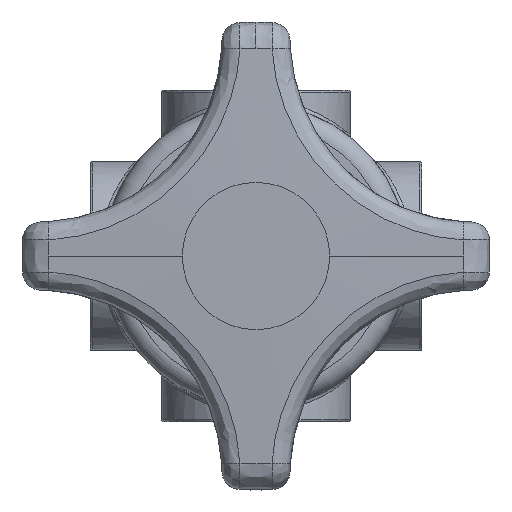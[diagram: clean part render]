
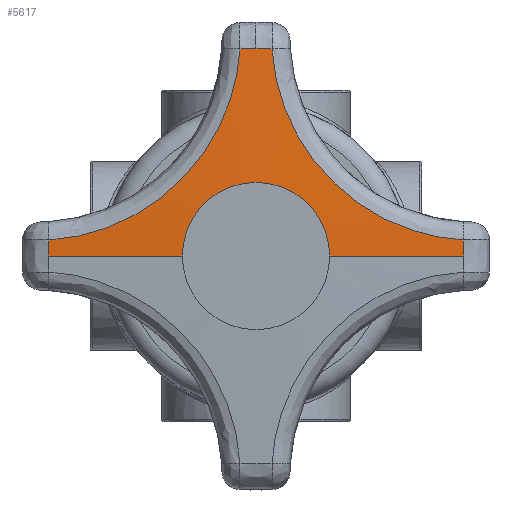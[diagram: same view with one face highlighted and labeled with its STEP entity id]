
A CAD part, left-side view. The second image highlights one B-rep face of the part: STEP entity #5617.
In plain terms, the highlighted conical face has half-angle 87.38 degrees and reference radius 8 mm.
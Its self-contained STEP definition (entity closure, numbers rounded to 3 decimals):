
#41 = VERTEX_POINT ( 'NONE', #3050 ) ;
#157 = CARTESIAN_POINT ( 'NONE',  ( -7.261, 80.335, 9.151 ) ) ;
#219 = CARTESIAN_POINT ( 'NONE',  ( 10.179, 80.318, 6.4 ) ) ;
#347 = CARTESIAN_POINT ( 'NONE',  ( -4.874, 80.26, 12.373 ) ) ;
#445 = ORIENTED_EDGE ( 'NONE', *, *, #6772, .F. ) ;
#546 = LINE ( 'NONE', #4539, #5679 ) ;
#621 = B_SPLINE_CURVE_WITH_KNOTS ( 'NONE', 3,
 ( #1738, #1787, #9358, #7204, #3282, #7012, #347, #4094, #157, #3376, #5508, #9503, #2640, #986, #1645, #8716, #896, #2489 ),
 .UNSPECIFIED., .F., .F.,
 ( 4, 2, 2, 2, 2, 2, 2, 2, 4 ),
 ( 0., 0.125, 0.25, 0.375, 0.5, 0.625, 0.75, 0.875, 1. ),
 .UNSPECIFIED. ) ;
#732 = AXIS2_PLACEMENT_3D ( 'NONE', #6765, #9035, #8383 ) ;
#744 = CIRCLE ( 'NONE', #5860, 8. ) ;
#830 = ORIENTED_EDGE ( 'NONE', *, *, #9302, .F. ) ;
#866 = ORIENTED_EDGE ( 'NONE', *, *, #8278, .F. ) ;
#896 = CARTESIAN_POINT ( 'NONE',  ( -21.157, 79.894, 1.823 ) ) ;
#986 = CARTESIAN_POINT ( 'NONE',  ( -15.972, 80.122, 3.107 ) ) ;
#998 = CIRCLE ( 'NONE', #3711, 22.557 ) ;
#1185 = AXIS2_PLACEMENT_3D ( 'NONE', #9155, #3721, #9686 ) ;
#1261 = EDGE_CURVE ( 'NONE', #3837, #5778, #5145, .T. ) ;
#1383 = FACE_OUTER_BOUND ( 'NONE', #4319, .T. ) ;
#1472 = CARTESIAN_POINT ( 'NONE',  ( -1.743, 79.834, 22.49 ) ) ;
#1545 = CARTESIAN_POINT ( 'NONE',  ( -22.49, 79.834, 1.743 ) ) ;
#1589 = VERTEX_POINT ( 'NONE', #2017 ) ;
#1645 = CARTESIAN_POINT ( 'NONE',  ( -17.238, 80.068, 2.667 ) ) ;
#1663 = CARTESIAN_POINT ( 'NONE',  ( 12.373, 80.26, 4.874 ) ) ;
#1738 = CARTESIAN_POINT ( 'NONE',  ( -1.743, 79.834, 22.49 ) ) ;
#1746 = DIRECTION ( 'NONE',  ( -0.999, -0.046, 0. ) ) ;
#1787 = CARTESIAN_POINT ( 'NONE',  ( -1.823, 79.894, 21.157 ) ) ;
#1956 = EDGE_CURVE ( 'NONE', #8066, #8932, #2992, .T. ) ;
#2017 = CARTESIAN_POINT ( 'NONE',  ( -8., 80.5, 0. ) ) ;
#2030 = DIRECTION ( 'NONE',  ( 0., -1., 0. ) ) ;
#2084 = EDGE_CURVE ( 'NONE', #1589, #5778, #3952, .T. ) ;
#2238 = DIRECTION ( 'NONE',  ( 0., 0., 1. ) ) ;
#2286 = VECTOR ( 'NONE', #1746, 1000. ) ;
#2372 = CARTESIAN_POINT ( 'NONE',  ( 4.211, 80.218, 13.539 ) ) ;
#2412 = CARTESIAN_POINT ( 'NONE',  ( 7.261, 80.335, 9.151 ) ) ;
#2418 = CARTESIAN_POINT ( 'NONE',  ( -22.557, 79.834, 0. ) ) ;
#2489 = CARTESIAN_POINT ( 'NONE',  ( -22.49, 79.834, 1.743 ) ) ;
#2555 = CARTESIAN_POINT ( 'NONE',  ( 15.972, 80.122, 3.107 ) ) ;
#2615 = DIRECTION ( 'NONE',  ( 0., 1., 0. ) ) ;
#2632 = CIRCLE ( 'NONE', #732, 22.557 ) ;
#2640 = CARTESIAN_POINT ( 'NONE',  ( -13.539, 80.218, 4.211 ) ) ;
#2992 = B_SPLINE_CURVE_WITH_KNOTS ( 'NONE', 3,
 ( #9282, #3157, #5527, #6319, #2555, #6225, #1663, #219, #7780, #2412, #5623, #5476, #2372, #8591, #8543, #4717, #6935, #4664 ),
 .UNSPECIFIED., .F., .F.,
 ( 4, 2, 2, 2, 2, 2, 2, 2, 4 ),
 ( 0., 0.125, 0.25, 0.375, 0.5, 0.625, 0.75, 0.875, 1. ),
 .UNSPECIFIED. ) ;
#3050 = CARTESIAN_POINT ( 'NONE',  ( 8., 80.5, 0. ) ) ;
#3151 = EDGE_CURVE ( 'NONE', #7360, #8932, #998, .T. ) ;
#3157 = CARTESIAN_POINT ( 'NONE',  ( 21.157, 79.894, 1.823 ) ) ;
#3282 = CARTESIAN_POINT ( 'NONE',  ( -3.107, 80.122, 15.972 ) ) ;
#3376 = CARTESIAN_POINT ( 'NONE',  ( -9.151, 80.335, 7.261 ) ) ;
#3666 = DIRECTION ( 'NONE',  ( 0., -1., 0. ) ) ;
#3711 = AXIS2_PLACEMENT_3D ( 'NONE', #9851, #9119, #2238 ) ;
#3721 = DIRECTION ( 'NONE',  ( 0., -1., 0. ) ) ;
#3837 = VERTEX_POINT ( 'NONE', #1545 ) ;
#3952 = LINE ( 'NONE', #8441, #2286 ) ;
#4082 = CARTESIAN_POINT ( 'NONE',  ( 1.743, 79.834, 22.49 ) ) ;
#4094 = CARTESIAN_POINT ( 'NONE',  ( -6.4, 80.318, 10.179 ) ) ;
#4319 = EDGE_LOOP ( 'NONE', ( #830, #9243, #6568, #866, #5830, #5671, #6499, #7257, #445 ) ) ;
#4509 = AXIS2_PLACEMENT_3D ( 'NONE', #5087, #2030, #8956 ) ;
#4539 = CARTESIAN_POINT ( 'NONE',  ( 8., 80.5, 0. ) ) ;
#4658 = EDGE_CURVE ( 'NONE', #7610, #8066, #5344, .T. ) ;
#4664 = CARTESIAN_POINT ( 'NONE',  ( 1.743, 79.834, 22.49 ) ) ;
#4717 = CARTESIAN_POINT ( 'NONE',  ( 2.025, 79.954, 19.831 ) ) ;
#5087 = CARTESIAN_POINT ( 'NONE',  ( 0., 79.834, 0. ) ) ;
#5145 = CIRCLE ( 'NONE', #4509, 22.557 ) ;
#5217 = CARTESIAN_POINT ( 'NONE',  ( 0., 79.834, 22.557 ) ) ;
#5344 = CIRCLE ( 'NONE', #7736, 22.557 ) ;
#5476 = CARTESIAN_POINT ( 'NONE',  ( 4.874, 80.26, 12.373 ) ) ;
#5508 = CARTESIAN_POINT ( 'NONE',  ( -10.179, 80.318, 6.4 ) ) ;
#5527 = CARTESIAN_POINT ( 'NONE',  ( 19.831, 79.954, 2.025 ) ) ;
#5615 = CARTESIAN_POINT ( 'NONE',  ( 22.49, 79.834, 1.743 ) ) ;
#5617 = ADVANCED_FACE ( 'NONE', ( #1383 ), #5826, .T. ) ;
#5623 = CARTESIAN_POINT ( 'NONE',  ( 6.4, 80.318, 10.179 ) ) ;
#5671 = ORIENTED_EDGE ( 'NONE', *, *, #3151, .T. ) ;
#5679 = VECTOR ( 'NONE', #5946, 1000. ) ;
#5778 = VERTEX_POINT ( 'NONE', #2418 ) ;
#5826 = CONICAL_SURFACE ( 'NONE', #1185, 8., 1.525 ) ;
#5830 = ORIENTED_EDGE ( 'NONE', *, *, #7411, .T. ) ;
#5860 = AXIS2_PLACEMENT_3D ( 'NONE', #6426, #2615, #8837 ) ;
#5946 = DIRECTION ( 'NONE',  ( 0.999, -0.046, 0. ) ) ;
#6225 = CARTESIAN_POINT ( 'NONE',  ( 13.539, 80.218, 4.211 ) ) ;
#6319 = CARTESIAN_POINT ( 'NONE',  ( 17.238, 80.068, 2.667 ) ) ;
#6426 = CARTESIAN_POINT ( 'NONE',  ( 0., 80.5, 0. ) ) ;
#6499 = ORIENTED_EDGE ( 'NONE', *, *, #1956, .F. ) ;
#6568 = ORIENTED_EDGE ( 'NONE', *, *, #1261, .F. ) ;
#6765 = CARTESIAN_POINT ( 'NONE',  ( 0., 79.834, 0. ) ) ;
#6772 = EDGE_CURVE ( 'NONE', #41, #7610, #546, .T. ) ;
#6935 = CARTESIAN_POINT ( 'NONE',  ( 1.823, 79.894, 21.157 ) ) ;
#7012 = CARTESIAN_POINT ( 'NONE',  ( -4.211, 80.218, 13.539 ) ) ;
#7204 = CARTESIAN_POINT ( 'NONE',  ( -2.667, 80.068, 17.238 ) ) ;
#7257 = ORIENTED_EDGE ( 'NONE', *, *, #4658, .F. ) ;
#7360 = VERTEX_POINT ( 'NONE', #5217 ) ;
#7411 = EDGE_CURVE ( 'NONE', #9559, #7360, #2632, .T. ) ;
#7456 = CARTESIAN_POINT ( 'NONE',  ( 22.557, 79.834, 0. ) ) ;
#7610 = VERTEX_POINT ( 'NONE', #7456 ) ;
#7736 = AXIS2_PLACEMENT_3D ( 'NONE', #9739, #3666, #8250 ) ;
#7780 = CARTESIAN_POINT ( 'NONE',  ( 9.151, 80.335, 7.261 ) ) ;
#8066 = VERTEX_POINT ( 'NONE', #5615 ) ;
#8250 = DIRECTION ( 'NONE',  ( 0., 0., 1. ) ) ;
#8278 = EDGE_CURVE ( 'NONE', #9559, #3837, #621, .T. ) ;
#8383 = DIRECTION ( 'NONE',  ( 0., 0., 1. ) ) ;
#8441 = CARTESIAN_POINT ( 'NONE',  ( -8., 80.5, 0. ) ) ;
#8543 = CARTESIAN_POINT ( 'NONE',  ( 2.667, 80.068, 17.238 ) ) ;
#8591 = CARTESIAN_POINT ( 'NONE',  ( 3.107, 80.122, 15.972 ) ) ;
#8716 = CARTESIAN_POINT ( 'NONE',  ( -19.831, 79.954, 2.025 ) ) ;
#8837 = DIRECTION ( 'NONE',  ( 1., 0., 0. ) ) ;
#8932 = VERTEX_POINT ( 'NONE', #4082 ) ;
#8956 = DIRECTION ( 'NONE',  ( 0., 0., 1. ) ) ;
#9035 = DIRECTION ( 'NONE',  ( 0., 1., 0. ) ) ;
#9119 = DIRECTION ( 'NONE',  ( 0., 1., 0. ) ) ;
#9155 = CARTESIAN_POINT ( 'NONE',  ( 0., 80.5, 0. ) ) ;
#9243 = ORIENTED_EDGE ( 'NONE', *, *, #2084, .T. ) ;
#9282 = CARTESIAN_POINT ( 'NONE',  ( 22.49, 79.834, 1.743 ) ) ;
#9302 = EDGE_CURVE ( 'NONE', #1589, #41, #744, .T. ) ;
#9358 = CARTESIAN_POINT ( 'NONE',  ( -2.025, 79.954, 19.831 ) ) ;
#9503 = CARTESIAN_POINT ( 'NONE',  ( -12.373, 80.26, 4.874 ) ) ;
#9559 = VERTEX_POINT ( 'NONE', #1472 ) ;
#9686 = DIRECTION ( 'NONE',  ( 1., 0., 0. ) ) ;
#9739 = CARTESIAN_POINT ( 'NONE',  ( 0., 79.834, 0. ) ) ;
#9851 = CARTESIAN_POINT ( 'NONE',  ( 0., 79.834, 0. ) ) ;
